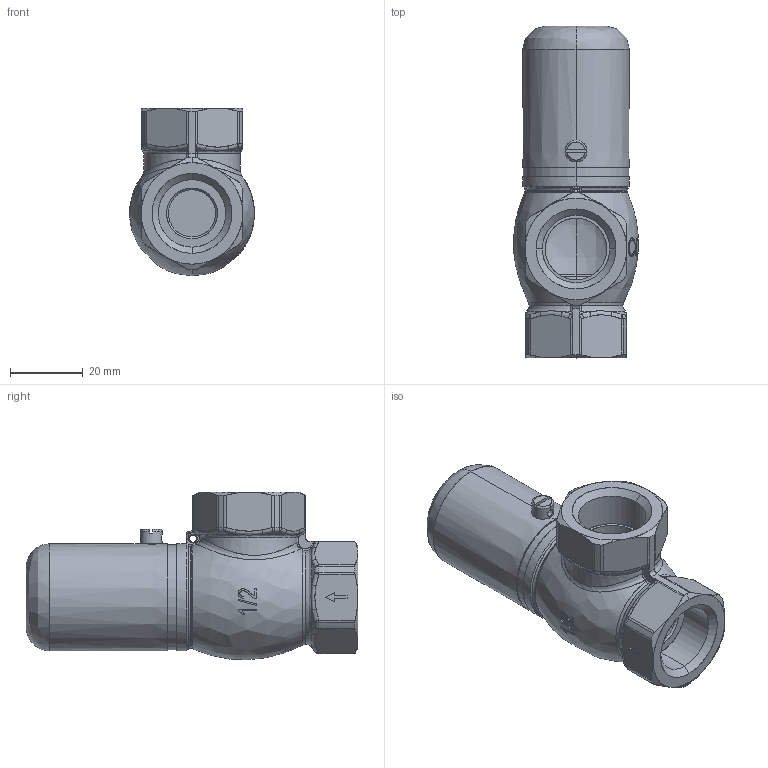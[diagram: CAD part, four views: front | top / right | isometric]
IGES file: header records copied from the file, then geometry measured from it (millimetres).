
Start section: SolidWorks IGES file using analytic representation for surfaces
Global section: file name: 604T 605E 1-2 Dummy.IGS; native system: SolidWorks 2010; preprocessor: SolidWorks 2010; author: Blankenhorn2; date: 100811.084429; units: millimetre
Bounding box: 34.44 x 91.5 x 46.2 mm (x, y, z)
Surface area: 24928.8 mm2 (no closed solid volume)
Topology: 0 solids, 0 shells, 457 faces, 6702 edges, 6697 vertices
Faces by surface type: bspline 292, revolution 165
